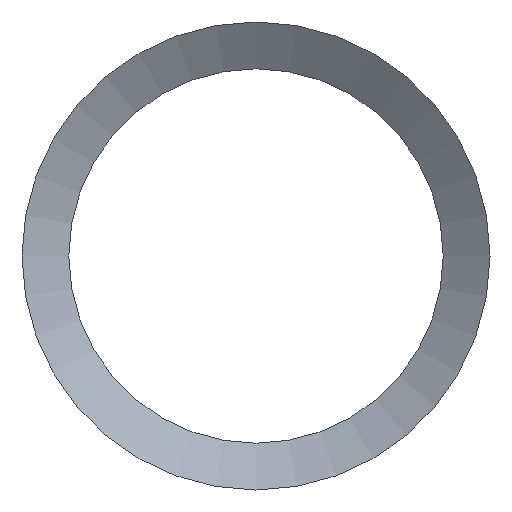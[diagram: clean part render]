
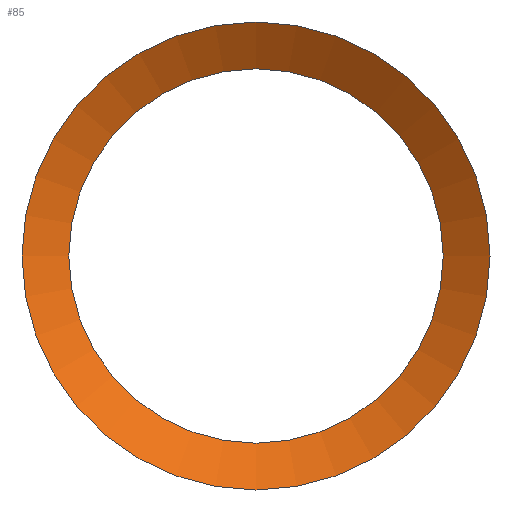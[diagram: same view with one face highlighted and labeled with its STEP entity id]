
A CAD part, front view. The second image highlights one B-rep face of the part: STEP entity #85.
In plain terms, the highlighted conical face has half-angle 59.036 degrees and reference radius 11.25 mm.
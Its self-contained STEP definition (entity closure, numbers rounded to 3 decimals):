
#20=CONICAL_SURFACE('',#110,11.25,1.03);
#27=FACE_OUTER_BOUND('',#33,.T.);
#33=EDGE_LOOP('',(#75,#76,#77,#78));
#37=LINE('',#162,#41);
#41=VECTOR('',#139,11.25);
#42=CIRCLE('',#102,10.);
#46=CIRCLE('',#109,12.5);
#47=VERTEX_POINT('',#145);
#51=VERTEX_POINT('',#158);
#52=EDGE_CURVE('',#47,#47,#42,.T.);
#58=EDGE_CURVE('',#51,#51,#46,.T.);
#60=EDGE_CURVE('',#51,#47,#37,.T.);
#75=ORIENTED_EDGE('',*,*,#58,.T.);
#76=ORIENTED_EDGE('',*,*,#60,.T.);
#77=ORIENTED_EDGE('',*,*,#52,.F.);
#78=ORIENTED_EDGE('',*,*,#60,.F.);
#85=ADVANCED_FACE('',(#27),#20,.F.);
#102=AXIS2_PLACEMENT_3D('',#146,#118,#119);
#109=AXIS2_PLACEMENT_3D('',#159,#134,#135);
#110=AXIS2_PLACEMENT_3D('',#161,#137,#138);
#118=DIRECTION('center_axis',(0.,-1.,0.));
#119=DIRECTION('ref_axis',(1.,0.,0.));
#134=DIRECTION('center_axis',(0.,-1.,0.));
#135=DIRECTION('ref_axis',(1.,0.,0.));
#137=DIRECTION('center_axis',(0.,-1.,0.));
#138=DIRECTION('ref_axis',(1.,0.,0.));
#139=DIRECTION('',(0.857,0.514,0.));
#145=CARTESIAN_POINT('',(-10.,-4.5,0.));
#146=CARTESIAN_POINT('Origin',(0.,-4.5,0.));
#158=CARTESIAN_POINT('',(-12.5,-6.,0.));
#159=CARTESIAN_POINT('Origin',(0.,-6.,0.));
#161=CARTESIAN_POINT('Origin',(0.,-5.25,0.));
#162=CARTESIAN_POINT('',(-11.25,-5.25,0.));
